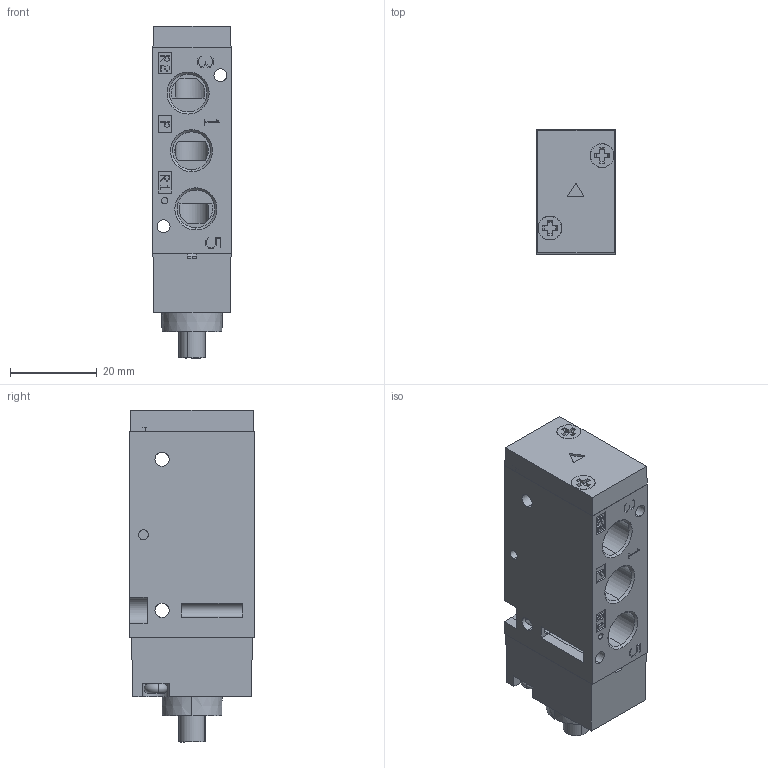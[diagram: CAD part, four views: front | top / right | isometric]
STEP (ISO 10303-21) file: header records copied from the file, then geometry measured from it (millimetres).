
FILE_DESCRIPTION (( 'STEP AP203' ), '1' );
FILE_NAME ('SFP2101.STEP', '2013-01-21T08:24:42', ( '' ), ( '' ), 'SwSTEP 2.0', 'SolidWorks 2008', '' );
FILE_SCHEMA (( 'CONFIG_CONTROL_DESIGN' ));
Length unit declared in the file: millimetre
Products named in the file (7): SFP2101; SF2000-Body_ル遽; BodyCover_ル遽; MasterPilot_ル遽; BodyCoverBolt(M3xL8)_ル遽; MasterPilotBolt(M3xL16)_ル遽; 葆蝶顫幗が
Assembly tree (8 placements, depth 2):
  SFP2101
    BodyCover_ル遽
    MasterPilot_ル遽
    MasterPilotBolt(M3xL16)_ル遽  x2
    葆蝶顫幗が
    BodyCoverBolt(M3xL8)_ル遽  x2
    SF2000-Body_ル遽
Bounding box: 18.1 x 28.7 x 76.5 mm (x, y, z)
Volume: 24213 mm3; surface area: 16508.8 mm2
Topology: 8 solids, 8 shells, 943 faces, 2403 edges, 1514 vertices
Faces by surface type: plane 492, cone 247, cylinder 198, torus 4, bspline 2
Entity records: 25731 total; most frequent: CARTESIAN_POINT 4990, DIRECTION 4170, ORIENTED_EDGE 4154, EDGE_CURVE 2077, LINE 1434, VECTOR 1434, AXIS2_PLACEMENT_3D 1368, VERTEX_POINT 1332
